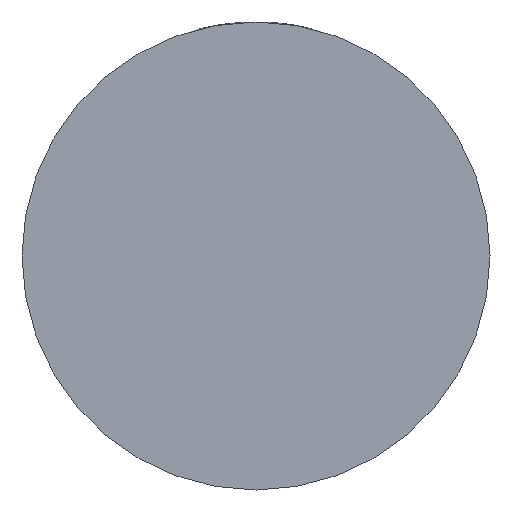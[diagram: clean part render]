
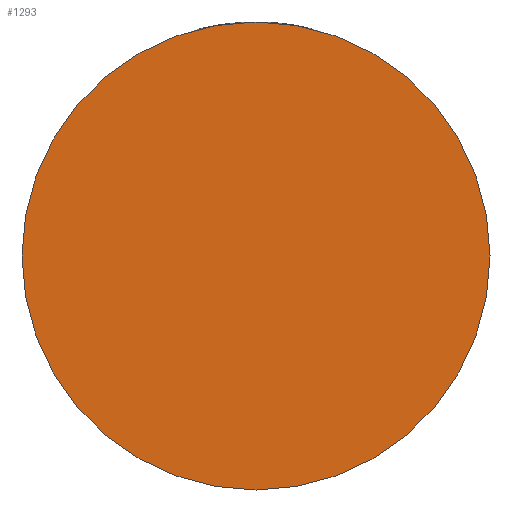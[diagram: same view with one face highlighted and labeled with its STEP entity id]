
A CAD part, front view. The second image highlights one B-rep face of the part: STEP entity #1293.
In plain terms, the highlighted planar face has unit normal (0, -1, 0).
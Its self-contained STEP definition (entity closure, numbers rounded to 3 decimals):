
#127 = AXIS2_PLACEMENT_3D ( 'NONE', #401, #1143, #207 ) ;
#146 = ORIENTED_EDGE ( 'NONE', *, *, #683, .F. ) ;
#150 = DIRECTION ( 'NONE',  ( 0., 0., 1. ) ) ;
#162 = AXIS2_PLACEMENT_3D ( 'NONE', #334, #747, #150 ) ;
#173 = AXIS2_PLACEMENT_3D ( 'NONE', #194, #1012, #281 ) ;
#194 = CARTESIAN_POINT ( 'NONE',  ( 0., 0., 0. ) ) ;
#207 = DIRECTION ( 'NONE',  ( 0., 0., 1. ) ) ;
#229 = PLANE ( 'NONE',  #162 ) ;
#281 = DIRECTION ( 'NONE',  ( 0., 0., 1. ) ) ;
#334 = CARTESIAN_POINT ( 'NONE',  ( 0., 0., 0. ) ) ;
#353 = FACE_OUTER_BOUND ( 'NONE', #967, .T. ) ;
#401 = CARTESIAN_POINT ( 'NONE',  ( 0., 0., 0. ) ) ;
#460 = CIRCLE ( 'NONE', #127, 6.5 ) ;
#676 = ORIENTED_EDGE ( 'NONE', *, *, #745, .F. ) ;
#683 = EDGE_CURVE ( 'NONE', #960, #1024, #769, .T. ) ;
#745 = EDGE_CURVE ( 'NONE', #1024, #960, #460, .T. ) ;
#747 = DIRECTION ( 'NONE',  ( 0., 1., 0. ) ) ;
#759 = CARTESIAN_POINT ( 'NONE',  ( 0., 0., -6.5 ) ) ;
#769 = CIRCLE ( 'NONE', #173, 6.5 ) ;
#960 = VERTEX_POINT ( 'NONE', #759 ) ;
#967 = EDGE_LOOP ( 'NONE', ( #146, #676 ) ) ;
#1012 = DIRECTION ( 'NONE',  ( 0., 1., 0. ) ) ;
#1024 = VERTEX_POINT ( 'NONE', #1093 ) ;
#1093 = CARTESIAN_POINT ( 'NONE',  ( 0., 0., 6.5 ) ) ;
#1143 = DIRECTION ( 'NONE',  ( 0., 1., 0. ) ) ;
#1293 = ADVANCED_FACE ( 'NONE', ( #353 ), #229, .F. ) ;
